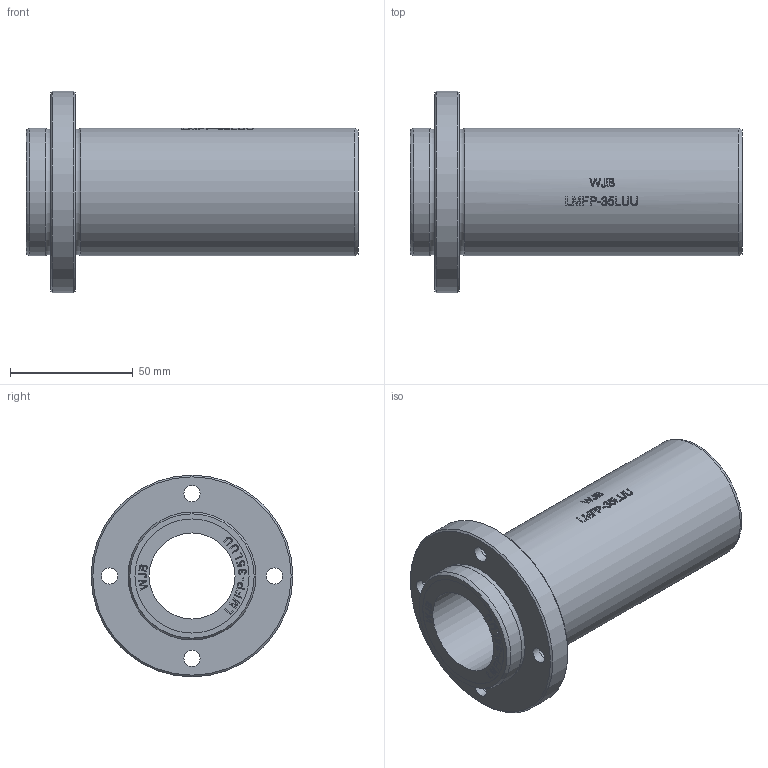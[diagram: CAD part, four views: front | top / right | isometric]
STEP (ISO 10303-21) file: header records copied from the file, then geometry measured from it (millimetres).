
FILE_DESCRIPTION(/* description */ (''),/* implementation_level */ '2;1');
FILE_NAME(/* name */ 'WJB-LMFP-35LUU-2.stp',/* time_stamp */ '2019-01-26T19:23:42+08:00',/* author */ (''),/* organization */ (''),/* preprocessor_version */ 'ST-DEVELOPER v11',/* originating_system */ 'SIEMENS UGS NX 6.0',/* authorisation */ '');
FILE_SCHEMA (('AUTOMOTIVE_DESIGN { 1 0 10303 214 1 1 1 1 }'));
Length unit declared in the file: millimetre
Products named in the file (1): ROCK97E1xpub
Bounding box: 135 x 82 x 82 mm (x, y, z)
Volume: 184717.5 mm3; surface area: 47195.1 mm2
Topology: 1 solids, 1 shells, 390 faces, 990 edges, 658 vertices
Faces by surface type: plane 252, extrusion 102, cylinder 30, torus 4, cone 2
Full cylindrical faces by diameter (mm): 6.6 x4, 11 x4, 35 x1, 46.4 x2, 52 x2, 82 x1
Entity records: 14911 total; most frequent: CARTESIAN_POINT 6078, ORIENTED_EDGE 1940, DIRECTION 1416, EDGE_CURVE 970, VERTEX_POINT 658, VECTOR 618, LINE 516, EDGE_LOOP 476
